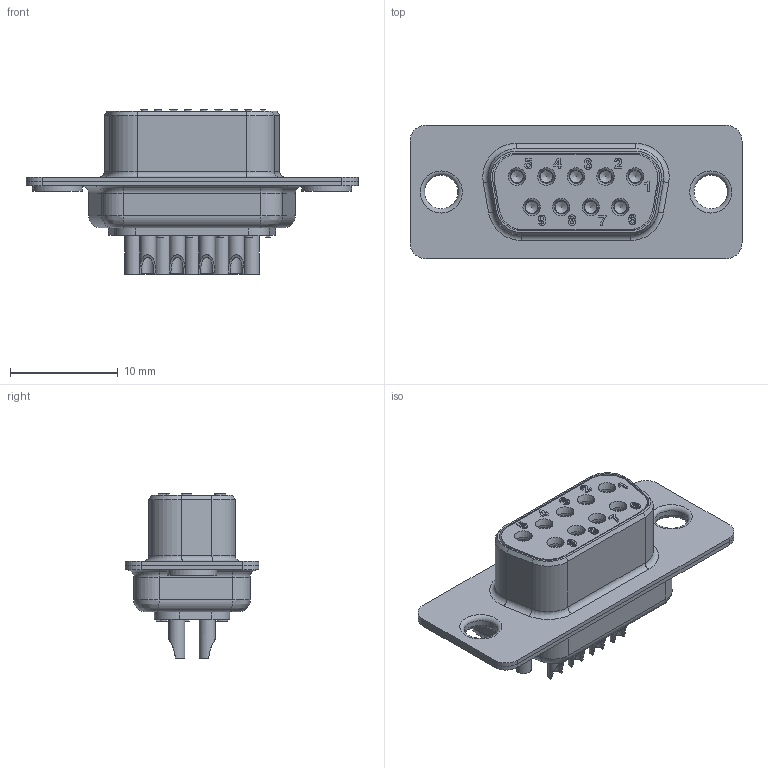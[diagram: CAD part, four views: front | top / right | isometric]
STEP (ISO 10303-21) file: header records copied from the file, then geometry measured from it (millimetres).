
FILE_DESCRIPTION(/* description */ ('I09S'),/* implementation_level */ '2;1');
FILE_NAME(/* name */ 'K050002.stp',/* time_stamp */ '2017-04-28T16:52:59+02:00',/* author */ ('M. Rickli'),/* organization */ (''),/* preprocessor_version */ 'ST-DEVELOPER v15.6',/* originating_system */ 'Autodesk Inventor 2015',/* authorisation */ '');
FILE_SCHEMA (('AUTOMOTIVE_DESIGN { 1 0 10303 214 3 1 1 }'));
Length unit declared in the file: millimetre
Products named in the file (5): N00402_BG; R+B00142_BG; R+B00136_BG; R+B00894_BG; K050002
Assembly tree (12 placements, depth 2):
  K050002
    N00402_BG
    R+B00142_BG
    R+B00136_BG
    R+B00894_BG  x9
Bounding box: 30.8 x 12.4 x 15.25 mm (x, y, z)
Volume: 1600.5 mm3; surface area: 4412.6 mm2
Topology: 12 solids, 12 shells, 752 faces, 1774 edges, 1127 vertices
Faces by surface type: plane 348, cylinder 221, cone 85, bspline 56, torus 42
Full cylindrical faces by diameter (mm): 0.242 x2, 0.281 x2, 1.2 x9, 1.5 x9, 1.6 x27, 1.7 x9, 1.92 x9, 1.96 x27, 2.23 x9, 2.3 x9, 3.1 x2, 3.9 x2, 4.06 x2, 4.6 x2
Entity records: 16271 total; most frequent: CARTESIAN_POINT 6118, DIRECTION 2054, ORIENTED_EDGE 1966, EDGE_CURVE 983, AXIS2_PLACEMENT_3D 727, VERTEX_POINT 666, LINE 600, VECTOR 600
